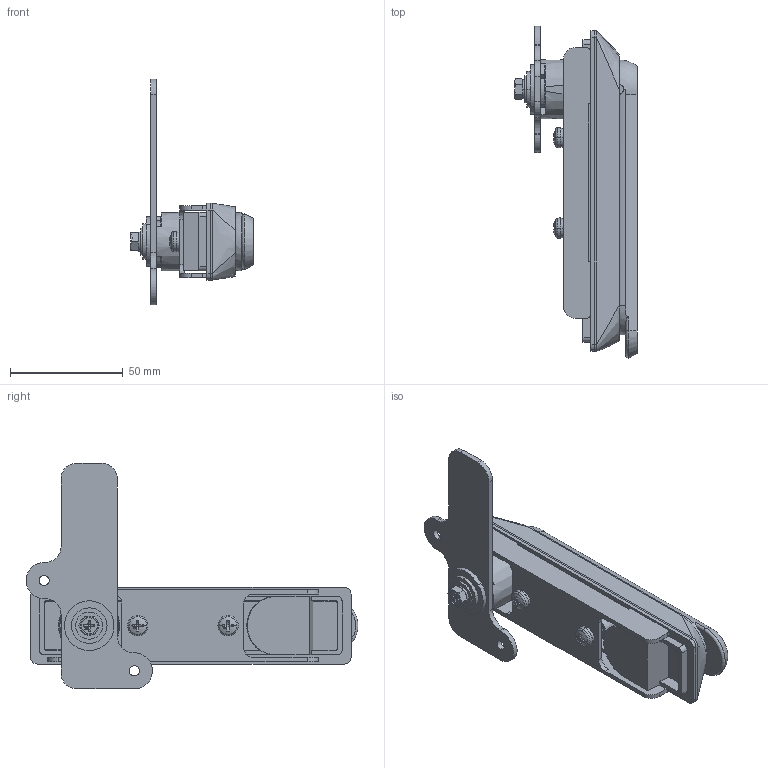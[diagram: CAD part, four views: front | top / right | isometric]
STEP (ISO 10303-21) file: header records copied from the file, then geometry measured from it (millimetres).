
FILE_DESCRIPTION (( 'STEP AP203' ), '1' );
FILE_NAME ('A-484-B-3.STEP', '2022-01-28T05:02:13', ( '' ), ( '' ), 'SwSTEP 2.0', 'SolidWorks 2021', '' );
FILE_SCHEMA (( 'CONFIG_CONTROL_DESIGN' ));
Length unit declared in the file: millimetre
Products named in the file (14): A-484-B-3本体; A-484-B-3パッキン; A-484-B-3ハンドル; A-484-3ストッパー_; 0200_公_sw2008_0200-4-2; copy_hex head bolt_ver1.06_M5x10十字穴付六角ボルト(鉄)ダブルセムス(P3)★; A-484-B-3回転軸; AC-25-E-1,-2_AC-25-E-2; A-484-B-3; A-484-B-3平座金; A-484-B-3儘乕儗僢僩僺儞; A-484-B-3取付板; A-484-B-3僗儁乕僒乕_; copy_cross-recessed head machine screw_ver1.05_M5x15十字穴付なべ小ねじ(鉄)SWシングルセムス(P2)★
Assembly tree (14 placements, depth 2):
  A-484-B-3
    A-484-B-3本体
    A-484-B-3ハンドル
    A-484-B-3儘乕儗僢僩僺儞
    A-484-B-3回転軸
    A-484-3ストッパー_
    A-484-B-3僗儁乕僒乕_
    A-484-B-3取付板
    AC-25-E-1,-2_AC-25-E-2
    0200_公_sw2008_0200-4-2
    A-484-B-3パッキン
    copy_hex head bolt_ver1.06_M5x10十字穴付六角ボルト(鉄)ダブルセムス(P3)★
    copy_cross-recessed head machine screw_ver1.05_M5x15十字穴付なべ小ねじ(鉄)SWシングルセムス(P2)★  x2
    A-484-B-3平座金
Bounding box: 54.2 x 147.06 x 100 mm (x, y, z)
Volume: 83832.6 mm3; surface area: 63420.5 mm2
Topology: 14 solids, 14 shells, 561 faces, 1465 edges, 957 vertices
Faces by surface type: plane 278, cylinder 160, bspline 63, cone 41, sphere 12, torus 7
Entity records: 17906 total; most frequent: CARTESIAN_POINT 4400, ORIENTED_EDGE 2542, DIRECTION 2461, EDGE_CURVE 1271, AXIS2_PLACEMENT_3D 883, VERTEX_POINT 830, VECTOR 695, LINE 695
